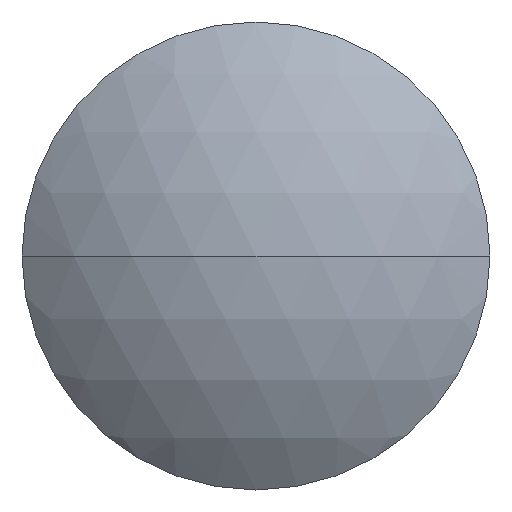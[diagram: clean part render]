
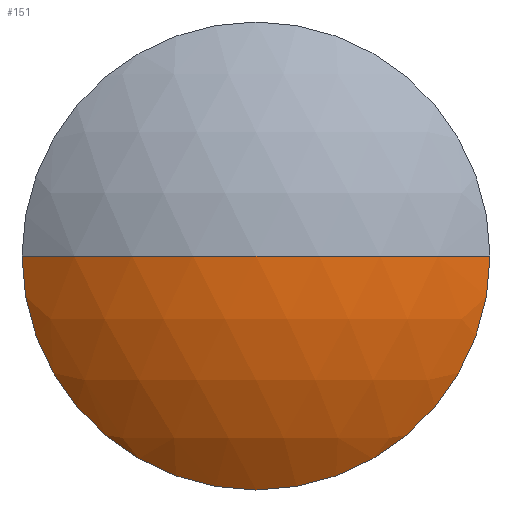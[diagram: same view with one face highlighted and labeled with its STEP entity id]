
A CAD part, left-side view. The second image highlights one B-rep face of the part: STEP entity #151.
In plain terms, the highlighted spherical face has radius 22.1 mm.
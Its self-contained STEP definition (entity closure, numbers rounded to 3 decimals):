
#7 = DIRECTION ( 'NONE',  ( 0., 1., 0. ) ) ;
#10 = DIRECTION ( 'NONE',  ( -1., 0., 0. ) ) ;
#16 = SPHERICAL_SURFACE ( 'NONE', #297, 22.1 ) ;
#28 = CARTESIAN_POINT ( 'NONE',  ( -2., 0., -14. ) ) ;
#38 = AXIS2_PLACEMENT_3D ( 'NONE', #228, #196, #320 ) ;
#40 = VERTEX_POINT ( 'NONE', #28 ) ;
#57 = FACE_OUTER_BOUND ( 'NONE', #276, .T. ) ;
#63 = ORIENTED_EDGE ( 'NONE', *, *, #340, .T. ) ;
#79 = CARTESIAN_POINT ( 'NONE',  ( 15.1, 0., 0. ) ) ;
#106 = ORIENTED_EDGE ( 'NONE', *, *, #224, .F. ) ;
#108 = CIRCLE ( 'NONE', #325, 14. ) ;
#110 = DIRECTION ( 'NONE',  ( 0., 0., 1. ) ) ;
#114 = CIRCLE ( 'NONE', #213, 22.1 ) ;
#117 = VERTEX_POINT ( 'NONE', #312 ) ;
#130 = CARTESIAN_POINT ( 'NONE',  ( 15.1, 0., 0. ) ) ;
#139 = VERTEX_POINT ( 'NONE', #176 ) ;
#141 = DIRECTION ( 'NONE',  ( 0., 0., 1. ) ) ;
#151 = ADVANCED_FACE ( 'NONE', ( #57 ), #16, .T. ) ;
#158 = DIRECTION ( 'NONE',  ( 1., 0., 0. ) ) ;
#167 = ORIENTED_EDGE ( 'NONE', *, *, #295, .T. ) ;
#168 = CIRCLE ( 'NONE', #219, 22.1 ) ;
#176 = CARTESIAN_POINT ( 'NONE',  ( -2., -14., 0. ) ) ;
#177 = CIRCLE ( 'NONE', #38, 14. ) ;
#196 = DIRECTION ( 'NONE',  ( -1., 0., 0. ) ) ;
#213 = AXIS2_PLACEMENT_3D ( 'NONE', #130, #241, #7 ) ;
#219 = AXIS2_PLACEMENT_3D ( 'NONE', #79, #141, #158 ) ;
#220 = DIRECTION ( 'NONE',  ( 0., 1., 0. ) ) ;
#223 = CARTESIAN_POINT ( 'NONE',  ( 15.1, 0., 0. ) ) ;
#224 = EDGE_CURVE ( 'NONE', #242, #117, #168, .T. ) ;
#228 = CARTESIAN_POINT ( 'NONE',  ( -2., 0., 0. ) ) ;
#241 = DIRECTION ( 'NONE',  ( 0., 0., -1. ) ) ;
#242 = VERTEX_POINT ( 'NONE', #296 ) ;
#243 = CARTESIAN_POINT ( 'NONE',  ( -2., 0., 0. ) ) ;
#276 = EDGE_LOOP ( 'NONE', ( #63, #167, #306, #106 ) ) ;
#287 = EDGE_CURVE ( 'NONE', #139, #117, #114, .T. ) ;
#295 = EDGE_CURVE ( 'NONE', #40, #139, #108, .T. ) ;
#296 = CARTESIAN_POINT ( 'NONE',  ( -2., 14., 0. ) ) ;
#297 = AXIS2_PLACEMENT_3D ( 'NONE', #223, #323, #220 ) ;
#306 = ORIENTED_EDGE ( 'NONE', *, *, #287, .T. ) ;
#312 = CARTESIAN_POINT ( 'NONE',  ( -7., 0., 0. ) ) ;
#320 = DIRECTION ( 'NONE',  ( 0., 0., 1. ) ) ;
#323 = DIRECTION ( 'NONE',  ( 0., 0., -1. ) ) ;
#325 = AXIS2_PLACEMENT_3D ( 'NONE', #243, #10, #110 ) ;
#340 = EDGE_CURVE ( 'NONE', #242, #40, #177, .T. ) ;
